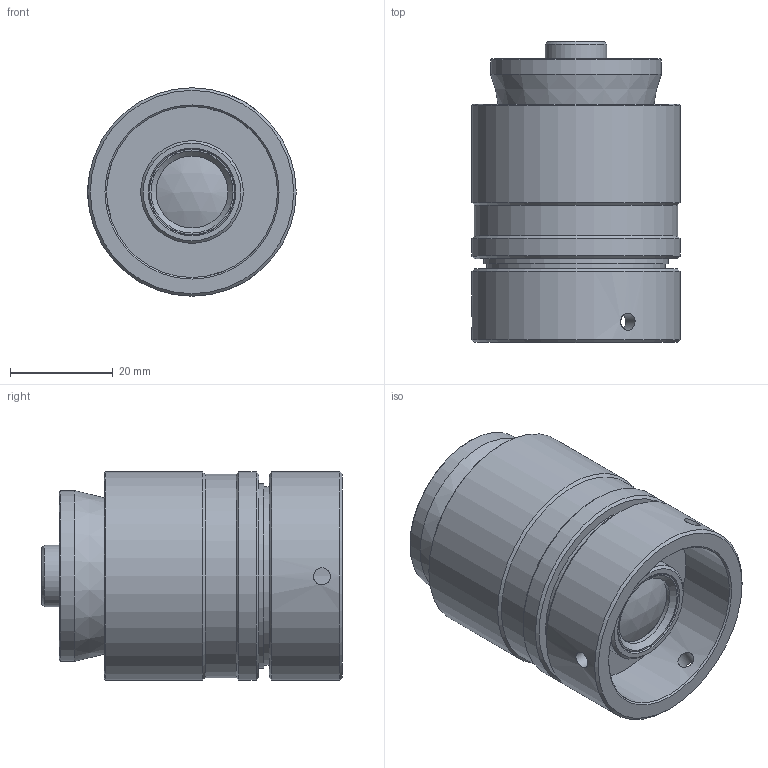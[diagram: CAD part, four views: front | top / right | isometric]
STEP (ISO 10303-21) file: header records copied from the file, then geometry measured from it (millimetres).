
FILE_DESCRIPTION (( 'STEP AP203' ), '1' );
FILE_NAME ('693018.STEP', '2024-07-15T02:13:07', ( 'Windows User' ), ( 'P R C' ), 'SwSTEP 2.0', 'SolidWorks 2020', '' );
FILE_SCHEMA (( 'CONFIG_CONTROL_DESIGN' ));
Length unit declared in the file: millimetre
Products named in the file (1): 693018
Bounding box: 40.6 x 58.62 x 40.6 mm (x, y, z)
Volume: 50947 mm3; surface area: 14414.7 mm2
Topology: 1 solids, 1 shells, 56 faces, 118 edges, 77 vertices
Faces by surface type: cone 22, cylinder 19, plane 14, sphere 1
Full cylindrical faces by diameter (mm): 3.3 x3, 5.6 x1, 9 x1, 12.009 x1, 14 x1, 18.009 x1, 20.009 x1, 26.8 x1, 33.3 x3, 34.8 x1, 36 x1, 39.6 x1, 40.6 x3
Entity records: 1523 total; most frequent: CARTESIAN_POINT 481, DIRECTION 218, EDGE_LOOP 116, ORIENTED_EDGE 116, AXIS2_PLACEMENT_3D 109, FACE_OUTER_BOUND 75, EDGE_CURVE 58, VERTEX_POINT 58
